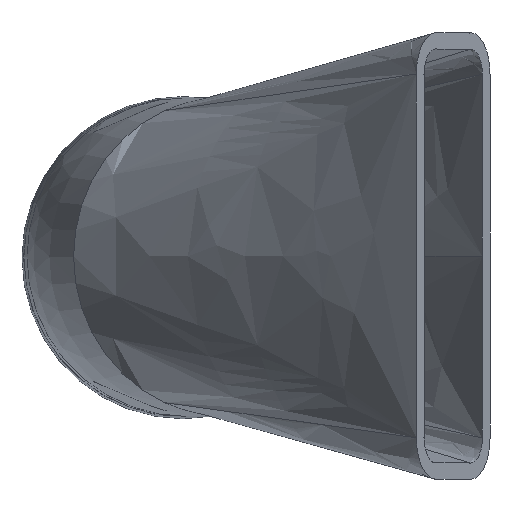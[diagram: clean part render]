
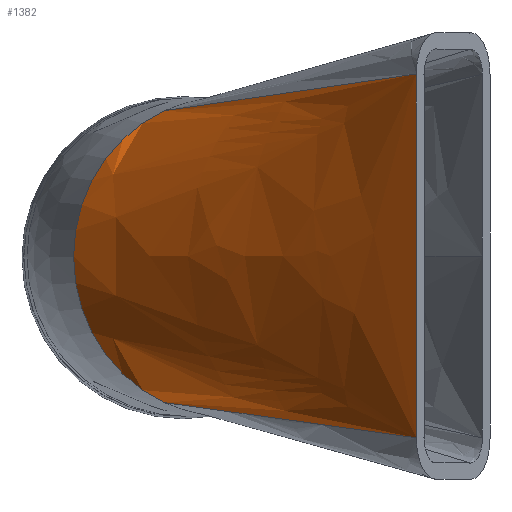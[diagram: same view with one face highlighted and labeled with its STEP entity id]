
A CAD part, top view. The second image highlights one B-rep face of the part: STEP entity #1382.
In plain terms, the highlighted free-form (B-spline) face has degree [10, 1] with [11, 2] control points.
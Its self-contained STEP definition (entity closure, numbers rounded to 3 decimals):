
#292 = SURFACE_OF_REVOLUTION('',#293,#298);
#293 = CIRCLE('',#294,19.2);
#294 = AXIS2_PLACEMENT_3D('',#295,#296,#297);
#295 = CARTESIAN_POINT('',(156.301,0.,
    7.272));
#296 = DIRECTION('',(0.035,0.,
    -0.999));
#297 = DIRECTION('',(-0.999,0.,
    -0.035));
#298 = AXIS1_PLACEMENT('',#299,#300);
#299 = CARTESIAN_POINT('',(78.301,0.,
    7.272));
#300 = DIRECTION('',(0.,1.,0.));
#518 = VERTEX_POINT('',#519);
#519 = CARTESIAN_POINT('',(-2.209,17.63,
    36.348));
#534 = B_SPLINE_SURFACE_WITH_KNOTS('',8,1,(
    (#535,#536)
    ,(#537,#538)
    ,(#539,#540)
    ,(#541,#542)
    ,(#543,#544)
    ,(#545,#546)
    ,(#547,#548)
    ,(#549,#550)
    ,(#551,#552
    )),.UNSPECIFIED.,.F.,.F.,.F.,(9,9),(2,2),(1.571,
    3.142),(0.,1.),.PIECEWISE_BEZIER_KNOTS.);
#535 = CARTESIAN_POINT('',(2.031,18.941,34.968
    ));
#536 = CARTESIAN_POINT('',(30.527,26.98,86.51));
#537 = CARTESIAN_POINT('',(1.485,18.845,35.145
    ));
#538 = CARTESIAN_POINT('',(30.067,26.98,87.377));
#539 = CARTESIAN_POINT('',(0.942,18.73,
    35.322));
#540 = CARTESIAN_POINT('',(29.607,26.76,
    88.245));
#541 = CARTESIAN_POINT('',(0.403,18.595,
    35.498));
#542 = CARTESIAN_POINT('',(29.173,26.319,
    89.061));
#543 = CARTESIAN_POINT('',(-0.132,18.44,
    35.672));
#544 = CARTESIAN_POINT('',(28.794,25.676,89.775
    ));
#545 = CARTESIAN_POINT('',(-0.661,18.266,
    35.844));
#546 = CARTESIAN_POINT('',(28.493,24.868,
    90.343));
#547 = CARTESIAN_POINT('',(-1.184,18.073,
    36.014));
#548 = CARTESIAN_POINT('',(28.286,23.943,90.732
    ));
#549 = CARTESIAN_POINT('',(-1.7,17.861,
    36.182));
#550 = CARTESIAN_POINT('',(28.183,22.962,90.927
    ));
#551 = CARTESIAN_POINT('',(-2.209,17.63,
    36.348));
#552 = CARTESIAN_POINT('',(28.183,21.98,90.927));
#559 = EDGE_CURVE('',#518,#560,#562,.T.);
#560 = VERTEX_POINT('',#561);
#561 = CARTESIAN_POINT('',(-2.209,-17.63,
    36.348));
#562 = SURFACE_CURVE('',#563,(#568,#575),.PCURVE_S1.);
#563 = CIRCLE('',#564,19.2);
#564 = AXIS2_PLACEMENT_3D('',#565,#566,#567);
#565 = CARTESIAN_POINT('',(5.022,0.,
    33.994));
#566 = DIRECTION('',(0.31,0.,0.951));
#567 = DIRECTION('',(0.951,0.,-0.31));
#568 = PCURVE('',#292,#569);
#569 = DEFINITIONAL_REPRESENTATION('',(#570),#574);
#570 = LINE('',#571,#572);
#571 = CARTESIAN_POINT('',(3.491,0.));
#572 = VECTOR('',#573,1.);
#573 = DIRECTION('',(0.,1.));
#574 = ( GEOMETRIC_REPRESENTATION_CONTEXT(2) 
PARAMETRIC_REPRESENTATION_CONTEXT() REPRESENTATION_CONTEXT('2D SPACE',''
  ) );
#575 = PCURVE('',#576,#599);
#576 = B_SPLINE_SURFACE_WITH_KNOTS('',10,1,(
    (#577,#578)
    ,(#579,#580)
    ,(#581,#582)
    ,(#583,#584)
    ,(#585,#586)
    ,(#587,#588)
    ,(#589,#590)
    ,(#591,#592)
    ,(#593,#594)
    ,(#595,#596)
    ,(#597,#598
    )),.UNSPECIFIED.,.F.,.F.,.F.,(11,11),(2,2),(-43.96,0.),(0.,1.),
  .PIECEWISE_BEZIER_KNOTS.);
#577 = CARTESIAN_POINT('',(-2.209,17.63,
    36.348));
#578 = CARTESIAN_POINT('',(28.183,21.98,90.927));
#579 = CARTESIAN_POINT('',(-6.11,15.861,
    37.618));
#580 = CARTESIAN_POINT('',(28.183,17.584,90.927));
#581 = CARTESIAN_POINT('',(-9.576,13.03,
    38.747));
#582 = CARTESIAN_POINT('',(28.183,13.188,90.927));
#583 = CARTESIAN_POINT('',(-12.314,9.272,
    39.638));
#584 = CARTESIAN_POINT('',(28.183,8.792,90.927));
#585 = CARTESIAN_POINT('',(-14.071,4.821,
    40.211));
#586 = CARTESIAN_POINT('',(28.183,4.396,90.927));
#587 = CARTESIAN_POINT('',(-14.678,0.,
    40.408));
#588 = CARTESIAN_POINT('',(28.183,0.,
    90.927));
#589 = CARTESIAN_POINT('',(-14.071,-4.821,
    40.211));
#590 = CARTESIAN_POINT('',(28.183,-4.396,90.927));
#591 = CARTESIAN_POINT('',(-12.314,-9.272,
    39.638));
#592 = CARTESIAN_POINT('',(28.183,-8.792,90.927));
#593 = CARTESIAN_POINT('',(-9.576,-13.03,
    38.747));
#594 = CARTESIAN_POINT('',(28.183,-13.188,90.927));
#595 = CARTESIAN_POINT('',(-6.11,-15.861,
    37.618));
#596 = CARTESIAN_POINT('',(28.183,-17.584,90.927));
#597 = CARTESIAN_POINT('',(-2.209,-17.63,
    36.348));
#598 = CARTESIAN_POINT('',(28.183,-21.98,90.927));
#599 = DEFINITIONAL_REPRESENTATION('',(#600),#603);
#600 = B_SPLINE_CURVE_WITH_KNOTS('',1,(#601,#602),.UNSPECIFIED.,.F.,.F.,
  (2,2),(1.978,4.305),.PIECEWISE_BEZIER_KNOTS.);
#601 = CARTESIAN_POINT('',(-43.96,0.));
#602 = CARTESIAN_POINT('',(0.,0.));
#603 = ( GEOMETRIC_REPRESENTATION_CONTEXT(2) 
PARAMETRIC_REPRESENTATION_CONTEXT() REPRESENTATION_CONTEXT('2D SPACE',''
  ) );
#622 = B_SPLINE_SURFACE_WITH_KNOTS('',8,1,(
    (#623,#624)
    ,(#625,#626)
    ,(#627,#628)
    ,(#629,#630)
    ,(#631,#632)
    ,(#633,#634)
    ,(#635,#636)
    ,(#637,#638)
    ,(#639,#640
    )),.UNSPECIFIED.,.F.,.F.,.F.,(9,9),(2,2),(3.142,
    4.712),(0.,1.),.PIECEWISE_BEZIER_KNOTS.);
#623 = CARTESIAN_POINT('',(-2.209,-17.63,
    36.348));
#624 = CARTESIAN_POINT('',(28.183,-21.98,90.927));
#625 = CARTESIAN_POINT('',(-1.7,-17.861,
    36.182));
#626 = CARTESIAN_POINT('',(28.183,-22.962,
    90.927));
#627 = CARTESIAN_POINT('',(-1.184,-18.073,
    36.014));
#628 = CARTESIAN_POINT('',(28.286,-23.943,
    90.732));
#629 = CARTESIAN_POINT('',(-0.661,-18.266,
    35.844));
#630 = CARTESIAN_POINT('',(28.493,-24.868,90.343
    ));
#631 = CARTESIAN_POINT('',(-0.132,-18.44,
    35.672));
#632 = CARTESIAN_POINT('',(28.794,-25.676,
    89.775));
#633 = CARTESIAN_POINT('',(0.403,-18.595,
    35.498));
#634 = CARTESIAN_POINT('',(29.173,-26.319,
    89.061));
#635 = CARTESIAN_POINT('',(0.942,-18.73,35.322)
  );
#636 = CARTESIAN_POINT('',(29.607,-26.76,
    88.245));
#637 = CARTESIAN_POINT('',(1.485,-18.845,
    35.145));
#638 = CARTESIAN_POINT('',(30.067,-26.98,87.377));
#639 = CARTESIAN_POINT('',(2.031,-18.941,34.968
    ));
#640 = CARTESIAN_POINT('',(30.527,-26.98,86.51));
#1205 = PLANE('',#1206);
#1206 = AXIS2_PLACEMENT_3D('',#1207,#1208,#1209);
#1207 = CARTESIAN_POINT('',(32.628,0.,
    82.553));
#1208 = DIRECTION('',(0.883,0.,0.469));
#1209 = DIRECTION('',(-0.469,0.,0.883));
#1340 = VERTEX_POINT('',#1341);
#1341 = CARTESIAN_POINT('',(28.183,-21.98,90.927));
#1363 = EDGE_CURVE('',#560,#1340,#1364,.T.);
#1364 = SURFACE_CURVE('',#1365,(#1368,#1375),.PCURVE_S1.);
#1365 = B_SPLINE_CURVE_WITH_KNOTS('',1,(#1366,#1367),.UNSPECIFIED.,.F.,
  .F.,(2,2),(0.,1.),.PIECEWISE_BEZIER_KNOTS.);
#1366 = CARTESIAN_POINT('',(-2.209,-17.63,
    36.348));
#1367 = CARTESIAN_POINT('',(28.183,-21.98,90.927));
#1368 = PCURVE('',#622,#1369);
#1369 = DEFINITIONAL_REPRESENTATION('',(#1370),#1374);
#1370 = LINE('',#1371,#1372);
#1371 = CARTESIAN_POINT('',(3.142,0.));
#1372 = VECTOR('',#1373,1.);
#1373 = DIRECTION('',(0.,1.));
#1374 = ( GEOMETRIC_REPRESENTATION_CONTEXT(2) 
PARAMETRIC_REPRESENTATION_CONTEXT() REPRESENTATION_CONTEXT('2D SPACE',''
  ) );
#1375 = PCURVE('',#576,#1376);
#1376 = DEFINITIONAL_REPRESENTATION('',(#1377),#1381);
#1377 = LINE('',#1378,#1379);
#1378 = CARTESIAN_POINT('',(0.,0.));
#1379 = VECTOR('',#1380,1.);
#1380 = DIRECTION('',(0.,1.));
#1381 = ( GEOMETRIC_REPRESENTATION_CONTEXT(2) 
PARAMETRIC_REPRESENTATION_CONTEXT() REPRESENTATION_CONTEXT('2D SPACE',''
  ) );
#1382 = ADVANCED_FACE('',(#1383),#576,.T.);
#1383 = FACE_BOUND('',#1384,.T.);
#1384 = EDGE_LOOP('',(#1385,#1386,#1387,#1410));
#1385 = ORIENTED_EDGE('',*,*,#559,.T.);
#1386 = ORIENTED_EDGE('',*,*,#1363,.T.);
#1387 = ORIENTED_EDGE('',*,*,#1388,.T.);
#1388 = EDGE_CURVE('',#1340,#1389,#1391,.T.);
#1389 = VERTEX_POINT('',#1390);
#1390 = CARTESIAN_POINT('',(28.183,21.98,90.927));
#1391 = SURFACE_CURVE('',#1392,(#1396,#1403),.PCURVE_S1.);
#1392 = LINE('',#1393,#1394);
#1393 = CARTESIAN_POINT('',(28.183,-21.98,90.927));
#1394 = VECTOR('',#1395,1.);
#1395 = DIRECTION('',(0.,1.,0.));
#1396 = PCURVE('',#576,#1397);
#1397 = DEFINITIONAL_REPRESENTATION('',(#1398),#1402);
#1398 = LINE('',#1399,#1400);
#1399 = CARTESIAN_POINT('',(0.,1.));
#1400 = VECTOR('',#1401,1.);
#1401 = DIRECTION('',(-1.,0.));
#1402 = ( GEOMETRIC_REPRESENTATION_CONTEXT(2) 
PARAMETRIC_REPRESENTATION_CONTEXT() REPRESENTATION_CONTEXT('2D SPACE',''
  ) );
#1403 = PCURVE('',#1205,#1404);
#1404 = DEFINITIONAL_REPRESENTATION('',(#1405),#1409);
#1405 = LINE('',#1406,#1407);
#1406 = CARTESIAN_POINT('',(9.48,21.98));
#1407 = VECTOR('',#1408,1.);
#1408 = DIRECTION('',(0.,-1.));
#1409 = ( GEOMETRIC_REPRESENTATION_CONTEXT(2) 
PARAMETRIC_REPRESENTATION_CONTEXT() REPRESENTATION_CONTEXT('2D SPACE',''
  ) );
#1410 = ORIENTED_EDGE('',*,*,#1411,.F.);
#1411 = EDGE_CURVE('',#518,#1389,#1412,.T.);
#1412 = SURFACE_CURVE('',#1413,(#1416,#1423),.PCURVE_S1.);
#1413 = B_SPLINE_CURVE_WITH_KNOTS('',1,(#1414,#1415),.UNSPECIFIED.,.F.,
  .F.,(2,2),(0.,1.),.PIECEWISE_BEZIER_KNOTS.);
#1414 = CARTESIAN_POINT('',(-2.209,17.63,
    36.348));
#1415 = CARTESIAN_POINT('',(28.183,21.98,90.927));
#1416 = PCURVE('',#576,#1417);
#1417 = DEFINITIONAL_REPRESENTATION('',(#1418),#1422);
#1418 = LINE('',#1419,#1420);
#1419 = CARTESIAN_POINT('',(-43.96,0.));
#1420 = VECTOR('',#1421,1.);
#1421 = DIRECTION('',(0.,1.));
#1422 = ( GEOMETRIC_REPRESENTATION_CONTEXT(2) 
PARAMETRIC_REPRESENTATION_CONTEXT() REPRESENTATION_CONTEXT('2D SPACE',''
  ) );
#1423 = PCURVE('',#534,#1424);
#1424 = DEFINITIONAL_REPRESENTATION('',(#1425),#1429);
#1425 = LINE('',#1426,#1427);
#1426 = CARTESIAN_POINT('',(3.142,0.));
#1427 = VECTOR('',#1428,1.);
#1428 = DIRECTION('',(0.,1.));
#1429 = ( GEOMETRIC_REPRESENTATION_CONTEXT(2) 
PARAMETRIC_REPRESENTATION_CONTEXT() REPRESENTATION_CONTEXT('2D SPACE',''
  ) );
